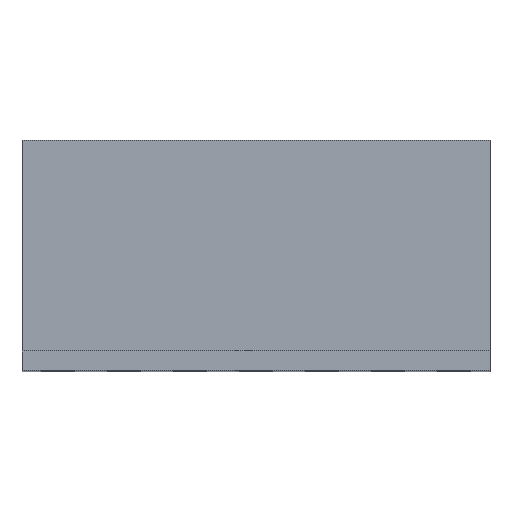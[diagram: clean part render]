
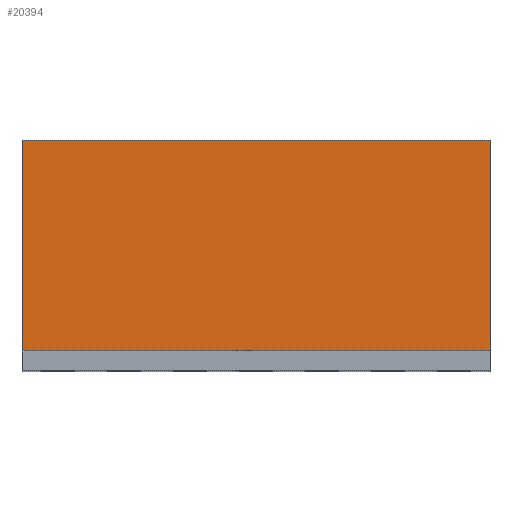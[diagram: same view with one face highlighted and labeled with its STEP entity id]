
A CAD part, top view. The second image highlights one B-rep face of the part: STEP entity #20394.
In plain terms, the highlighted planar face has unit normal (0, 0, 1).
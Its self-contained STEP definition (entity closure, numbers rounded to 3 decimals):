
#319 = VECTOR ( 'NONE', #2870, 1000. ) ;
#548 = VECTOR ( 'NONE', #27421, 1000. ) ;
#717 = VERTEX_POINT ( 'NONE', #15697 ) ;
#719 = LINE ( 'NONE', #2014, #29025 ) ;
#1261 = VECTOR ( 'NONE', #21812, 1000. ) ;
#1432 = LINE ( 'NONE', #29234, #319 ) ;
#2014 = CARTESIAN_POINT ( 'NONE',  ( 4.5, 26.333, 7.5 ) ) ;
#2235 = CARTESIAN_POINT ( 'NONE',  ( -4.5, 0.37, 7.5 ) ) ;
#2870 = DIRECTION ( 'NONE',  ( 1., 0., 0. ) ) ;
#5900 = CARTESIAN_POINT ( 'NONE',  ( -4.5, 4.42, 7.5 ) ) ;
#6544 = EDGE_CURVE ( 'NONE', #10746, #7142, #13178, .T. ) ;
#6813 = CARTESIAN_POINT ( 'NONE',  ( -4.5, 4.42, 7.5 ) ) ;
#6918 = EDGE_CURVE ( 'NONE', #10746, #21715, #23201, .T. ) ;
#7011 = ORIENTED_EDGE ( 'NONE', *, *, #6544, .F. ) ;
#7142 = VERTEX_POINT ( 'NONE', #12715 ) ;
#8290 = EDGE_CURVE ( 'NONE', #7142, #717, #719, .T. ) ;
#8457 = FACE_OUTER_BOUND ( 'NONE', #30899, .T. ) ;
#8467 = ORIENTED_EDGE ( 'NONE', *, *, #6918, .T. ) ;
#10623 = AXIS2_PLACEMENT_3D ( 'NONE', #26567, #12004, #12104 ) ;
#10746 = VERTEX_POINT ( 'NONE', #6813 ) ;
#11667 = EDGE_CURVE ( 'NONE', #21715, #717, #1432, .T. ) ;
#12004 = DIRECTION ( 'NONE',  ( 0., 0., -1. ) ) ;
#12104 = DIRECTION ( 'NONE',  ( -1., 0., 0. ) ) ;
#12715 = CARTESIAN_POINT ( 'NONE',  ( 4.5, 4.42, 7.5 ) ) ;
#13178 = LINE ( 'NONE', #5900, #548 ) ;
#14706 = PLANE ( 'NONE',  #10623 ) ;
#15697 = CARTESIAN_POINT ( 'NONE',  ( 4.5, 0.37, 7.5 ) ) ;
#19083 = ORIENTED_EDGE ( 'NONE', *, *, #11667, .T. ) ;
#20394 = ADVANCED_FACE ( 'NONE', ( #8457 ), #14706, .F. ) ;
#21715 = VERTEX_POINT ( 'NONE', #2235 ) ;
#21812 = DIRECTION ( 'NONE',  ( 0., -1., 0. ) ) ;
#23201 = LINE ( 'NONE', #26759, #1261 ) ;
#26567 = CARTESIAN_POINT ( 'NONE',  ( -4.5, 26.333, 7.5 ) ) ;
#26759 = CARTESIAN_POINT ( 'NONE',  ( -4.5, 26.333, 7.5 ) ) ;
#27421 = DIRECTION ( 'NONE',  ( 1., 0., 0. ) ) ;
#28536 = DIRECTION ( 'NONE',  ( 0., -1., 0. ) ) ;
#29025 = VECTOR ( 'NONE', #28536, 1000. ) ;
#29234 = CARTESIAN_POINT ( 'NONE',  ( -4.5, 0.37, 7.5 ) ) ;
#29464 = ORIENTED_EDGE ( 'NONE', *, *, #8290, .F. ) ;
#30899 = EDGE_LOOP ( 'NONE', ( #7011, #8467, #19083, #29464 ) ) ;
